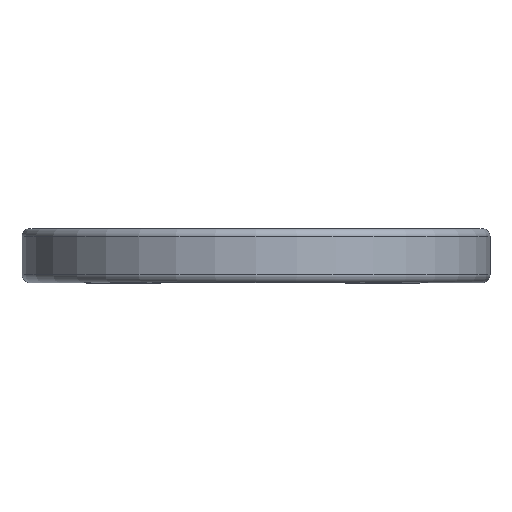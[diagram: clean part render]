
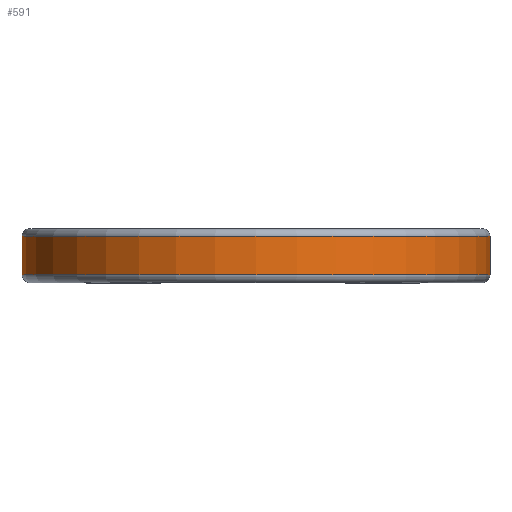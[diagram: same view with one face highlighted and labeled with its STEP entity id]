
A CAD part, front view. The second image highlights one B-rep face of the part: STEP entity #591.
In plain terms, the highlighted cylindrical face has radius 74.85 mm (diameter 149.7 mm), a full revolution.
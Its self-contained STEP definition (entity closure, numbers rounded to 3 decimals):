
#148=CYLINDRICAL_SURFACE('',#6493,74.85);
#591=ADVANCED_FACE('',(#2383,#2384),#148,.T.);
#2383=FACE_BOUND('',#2490,.T.);
#2384=FACE_BOUND('',#2491,.T.);
#2490=EDGE_LOOP('',(#3173));
#2491=EDGE_LOOP('',(#3174));
#3173=ORIENTED_EDGE('',*,*,#5427,.T.);
#3174=ORIENTED_EDGE('',*,*,#5578,.T.);
#4815=VERTEX_POINT('',#9021);
#4942=VERTEX_POINT('',#9656);
#5427=EDGE_CURVE('',#4815,#4815,#6180,.T.);
#5578=EDGE_CURVE('',#4942,#4942,#6275,.T.);
#6180=CIRCLE('',#6364,74.85);
#6275=CIRCLE('',#6492,74.85);
#6364=AXIS2_PLACEMENT_3D('',#9020,#6834,#6835);
#6492=AXIS2_PLACEMENT_3D('',#9655,#7124,#7125);
#6493=AXIS2_PLACEMENT_3D('',#9657,#7126,#7127);
#6834=DIRECTION('',(0.,0.,1.));
#6835=DIRECTION('',(-1.,0.,0.));
#7124=DIRECTION('',(0.,0.,-1.));
#7125=DIRECTION('',(1.,0.,0.));
#7126=DIRECTION('',(0.,0.,1.));
#7127=DIRECTION('',(-1.,0.,0.));
#9020=CARTESIAN_POINT('',(0.,0.,2.5));
#9021=CARTESIAN_POINT('',(-74.85,0.,2.5));
#9655=CARTESIAN_POINT('',(0.,0.,14.8));
#9656=CARTESIAN_POINT('',(74.85,0.,14.8));
#9657=CARTESIAN_POINT('',(0.,0.,0.));
